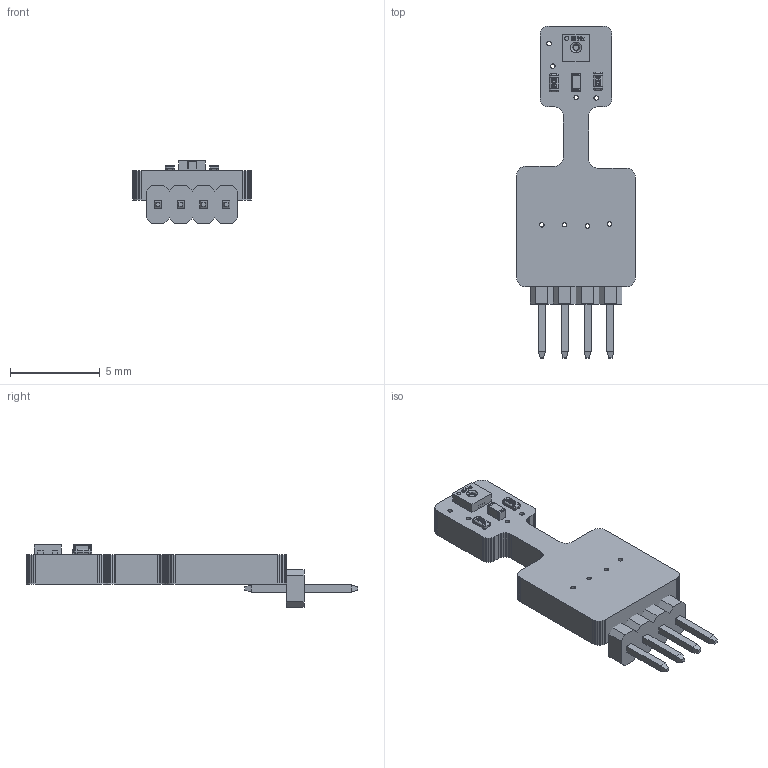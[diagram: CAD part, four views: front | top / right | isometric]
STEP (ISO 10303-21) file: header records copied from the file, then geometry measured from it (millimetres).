
FILE_DESCRIPTION(('PCB Model'),'2;1');
FILE_NAME('EVE SHT4X pin type.STEP' ,'2023-11-20T14:14:12',('pritesh'),('Unspecified'), 'Open CASCADE STEP processor 6.8','Proteus','Unknown');
FILE_SCHEMA(('AUTOMOTIVE_DESIGN { 1 0 10303 214 1 1 1 1 }'));
Length unit declared in the file: millimetre
Products named in the file (30): Open CASCADE STEP translator 6.8 2; Layer_1; U4; Open CASCADE STEP translator 6.8 2.2.1; Body_1; =>[0:1:1:3]; =>[0:1:1:4]; =>[0:1:1:5]; =>[0:1:1:6]; =>[0:1:1:7]; =>[0:1:1:8]; C2; Open CASCADE STEP translator 6.8 2.3.1; Part_3; Part_2; Part_1; J1; Open CASCADE STEP translator 6.8 2.4.1; M50-35304_MOULD; M50-353_CONTACT; R1; Open CASCADE STEP translator 6.8 2.5.1; R2; Open CASCADE STEP translator 6.8 2.6.1
Assembly tree (33 placements, depth 5):
  Open CASCADE STEP translator 6.8 2
    Layer_1
    U4
      Open CASCADE STEP translator 6.8 2.2.1
        Body_1
          =>[0:1:1:3]
          =>[0:1:1:4]
          =>[0:1:1:5]
          =>[0:1:1:6]
          =>[0:1:1:7]
          =>[0:1:1:8]
    C2
      Open CASCADE STEP translator 6.8 2.3.1
        Body_1
          Part_3
          Part_2
          Part_1
    J1
      Open CASCADE STEP translator 6.8 2.4.1
        Body_1
          M50-35304_MOULD
          M50-353_CONTACT  x4
    R1
      Open CASCADE STEP translator 6.8 2.5.1
        Body_1
          (unnamed)
          (unnamed)
          (unnamed)
    R2
      Open CASCADE STEP translator 6.8 2.6.1
        Body_1
          (unnamed)
          (unnamed)
          (unnamed)
Bounding box: 6.6 x 18.45 x 3.49 mm (x, y, z)
Volume: 122.7 mm3; surface area: 315.4 mm2
Topology: 21 solids, 21 shells, 708 faces, 1817 edges, 1154 vertices
Faces by surface type: plane 463, bspline 142, cylinder 91, sphere 8, torus 4
Entity records: 19925 total; most frequent: CARTESIAN_POINT 4404, ORIENTED_EDGE 2686, DIRECTION 2292, EDGE_CURVE 1343, LINE 1040, VECTOR 1040, VERTEX_POINT 870, AXIS2_PLACEMENT_3D 626
